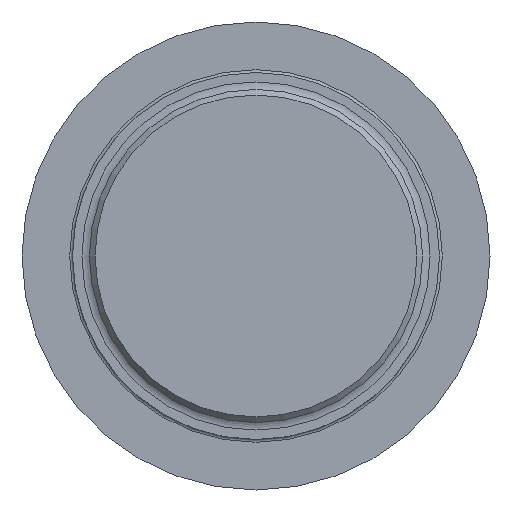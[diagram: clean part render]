
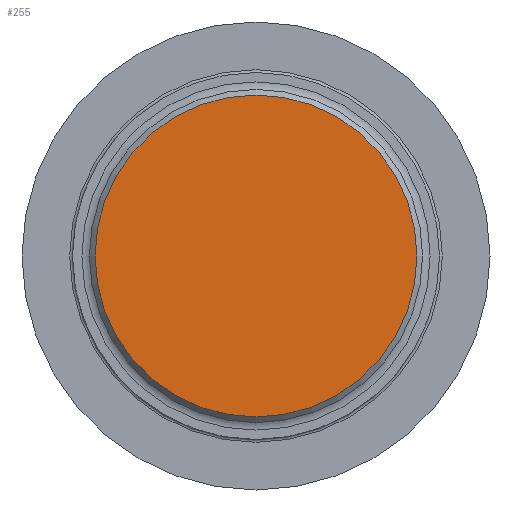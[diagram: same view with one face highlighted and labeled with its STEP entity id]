
A CAD part, left-side view. The second image highlights one B-rep face of the part: STEP entity #255.
In plain terms, the highlighted planar face has unit normal (-1, 0, 0).
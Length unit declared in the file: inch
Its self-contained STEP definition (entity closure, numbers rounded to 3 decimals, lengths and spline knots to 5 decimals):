
#42=FACE_OUTER_BOUND('',#57,.T.);
#57=EDGE_LOOP('',(#173,#174));
#74=CIRCLE('',#291,0.865);
#75=CIRCLE('',#292,0.865);
#106=VERTEX_POINT('',#442);
#107=VERTEX_POINT('',#443);
#134=EDGE_CURVE('',#106,#107,#74,.T.);
#135=EDGE_CURVE('',#107,#106,#75,.T.);
#173=ORIENTED_EDGE('',*,*,#134,.T.);
#174=ORIENTED_EDGE('',*,*,#135,.T.);
#251=PLANE('',#290);
#255=ADVANCED_FACE('',(#42),#251,.T.);
#290=AXIS2_PLACEMENT_3D('',#441,#339,#340);
#291=AXIS2_PLACEMENT_3D('',#444,#341,#342);
#292=AXIS2_PLACEMENT_3D('',#445,#343,#344);
#339=DIRECTION('center_axis',(-1.,0.,0.));
#340=DIRECTION('ref_axis',(0.,0.,1.));
#341=DIRECTION('center_axis',(-1.,0.,0.));
#342=DIRECTION('ref_axis',(0.,0.,1.));
#343=DIRECTION('center_axis',(-1.,0.,0.));
#344=DIRECTION('ref_axis',(0.,0.,1.));
#441=CARTESIAN_POINT('Origin',(0.18217,0.29037,0.));
#442=CARTESIAN_POINT('',(0.18217,0.29037,-0.865));
#443=CARTESIAN_POINT('',(0.18217,0.29037,0.865));
#444=CARTESIAN_POINT('Origin',(0.18217,0.29037,0.));
#445=CARTESIAN_POINT('Origin',(0.18217,0.29037,0.));
